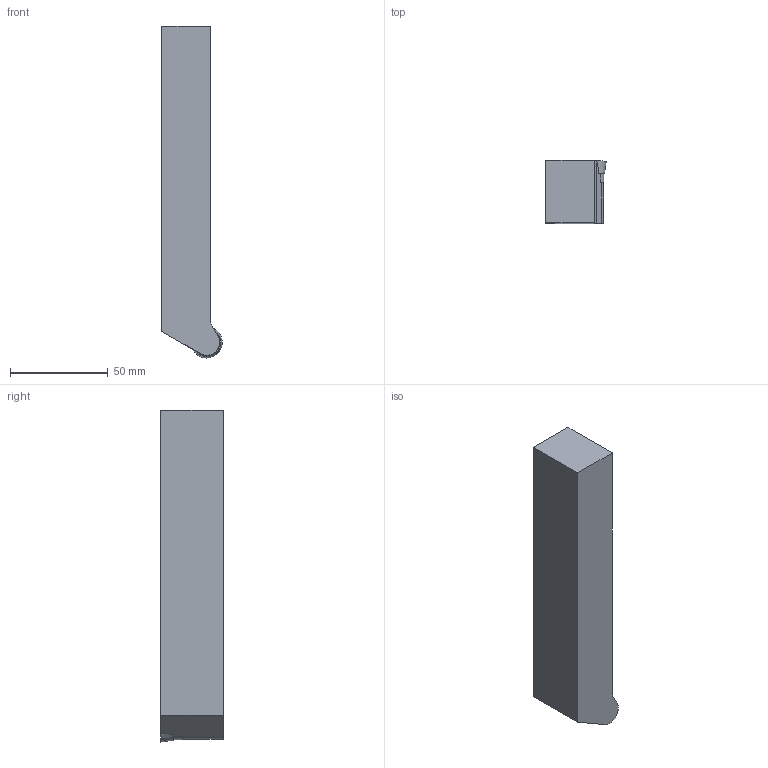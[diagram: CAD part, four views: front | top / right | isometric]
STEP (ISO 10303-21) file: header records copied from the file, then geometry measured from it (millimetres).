
FILE_DESCRIPTION(/* description */ (''),/* implementation_level */ '2;1');
FILE_NAME(/* name */ 'PRSCL3225P16_SIM.stp',/* time_stamp */ '2023-02-15T14:11:07+01:00',/* author */ (''),/* organization */ (''),/* preprocessor_version */ 'ST-DEVELOPER v16.7',/* originating_system */ 'SIEMENS PLM Software NX 12.0',/* authorisation */ '');
FILE_SCHEMA (('AUTOMOTIVE_DESIGN { 1 0 10303 214 3 1 1 1 }'));
Length unit declared in the file: millimetre
Products named in the file (1): kl6213503CFA4gw3
Bounding box: 31 x 32 x 170 mm (x, y, z)
Volume: 132245 mm3; surface area: 21162.6 mm2
Topology: 2 solids, 2 shells, 20 faces, 52 edges, 34 vertices
Faces by surface type: plane 12, cylinder 5, cone 3
Full cylindrical faces by diameter (mm): 5.4 x1
Entity records: 639 total; most frequent: DIRECTION 107, CARTESIAN_POINT 106, ORIENTED_EDGE 96, EDGE_CURVE 48, AXIS2_PLACEMENT_3D 40, VERTEX_POINT 33, LINE 27, VECTOR 27
